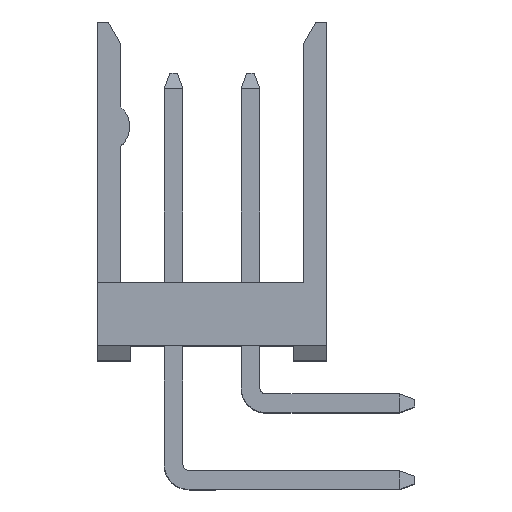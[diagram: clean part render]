
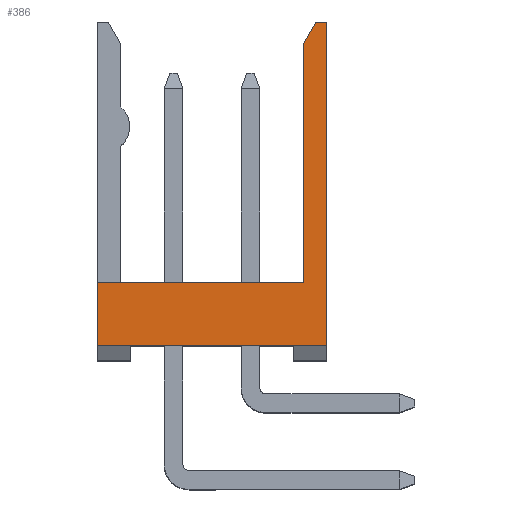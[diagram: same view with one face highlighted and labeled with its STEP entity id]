
A CAD part, top view. The second image highlights one B-rep face of the part: STEP entity #386.
In plain terms, the highlighted planar face has unit normal (0, 0, 1).
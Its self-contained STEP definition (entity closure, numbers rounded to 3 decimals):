
#386=ADVANCED_FACE('',(#774),#6315,.T.);
#774=FACE_OUTER_BOUND('',#1174,.T.);
#1174=EDGE_LOOP('',(#3118,#3119,#3120,#3121,#3122,#3123,#3124));
#3118=ORIENTED_EDGE('',*,*,#4246,.T.);
#3119=ORIENTED_EDGE('',*,*,#4235,.T.);
#3120=ORIENTED_EDGE('',*,*,#4210,.T.);
#3121=ORIENTED_EDGE('',*,*,#4231,.T.);
#3122=ORIENTED_EDGE('',*,*,#4181,.T.);
#3123=ORIENTED_EDGE('',*,*,#4236,.T.);
#3124=ORIENTED_EDGE('',*,*,#4237,.T.);
#4181=EDGE_CURVE('',#5921,#5920,#5219,.T.);
#4210=EDGE_CURVE('',#5955,#5954,#5248,.T.);
#4231=EDGE_CURVE('',#5954,#5921,#5267,.T.);
#4235=EDGE_CURVE('',#5973,#5955,#5271,.T.);
#4236=EDGE_CURVE('',#5920,#5974,#5272,.T.);
#4237=EDGE_CURVE('',#5974,#5972,#5273,.T.);
#4246=EDGE_CURVE('',#5972,#5973,#5282,.T.);
#5219=B_SPLINE_CURVE_WITH_KNOTS('',1,(#10553,#10554),.UNSPECIFIED.,.F.,
 .F.,(2,2),(0.,7.6),.UNSPECIFIED.);
#5248=B_SPLINE_CURVE_WITH_KNOTS('',1,(#10611,#10612),.UNSPECIFIED.,.F.,
 .F.,(2,2),(0.,6.825),.UNSPECIFIED.);
#5267=B_SPLINE_CURVE_WITH_KNOTS('',1,(#10655,#10656),.UNSPECIFIED.,.F.,
 .F.,(2,2),(0.,2.1),.UNSPECIFIED.);
#5271=B_SPLINE_CURVE_WITH_KNOTS('',1,(#10663,#10664),.UNSPECIFIED.,.F.,
 .F.,(2,2),(0.,7.9),.UNSPECIFIED.);
#5272=B_SPLINE_CURVE_WITH_KNOTS('',1,(#10665,#10666),.UNSPECIFIED.,.F.,
 .F.,(2,2),(0.,10.7),.UNSPECIFIED.);
#5273=B_SPLINE_CURVE_WITH_KNOTS('',1,(#10667,#10668),.UNSPECIFIED.,.F.,
 .F.,(2,2),(-0.371,0.),.UNSPECIFIED.);
#5282=B_SPLINE_CURVE_WITH_KNOTS('',1,(#10685,#10686),.UNSPECIFIED.,.F.,
 .F.,(2,2),(-0.808,0.),.UNSPECIFIED.);
#5920=VERTEX_POINT('',#10430);
#5921=VERTEX_POINT('',#10431);
#5954=VERTEX_POINT('',#10464);
#5955=VERTEX_POINT('',#10465);
#5972=VERTEX_POINT('',#10482);
#5973=VERTEX_POINT('',#10483);
#5974=VERTEX_POINT('',#10484);
#6315=PLANE('',#6723);
#6723=AXIS2_PLACEMENT_3D('',#10319,#7084,$);
#7084=DIRECTION('',(0.,0.,1.));
#10319=CARTESIAN_POINT('',(-8.361,-0.571,1.596));
#10430=CARTESIAN_POINT('',(0.,0.5,1.596));
#10431=CARTESIAN_POINT('',(-7.6,0.5,1.596));
#10464=CARTESIAN_POINT('',(-7.6,2.6,1.596));
#10465=CARTESIAN_POINT('',(-0.775,2.6,1.596));
#10482=CARTESIAN_POINT('',(-0.371,11.2,1.596));
#10483=CARTESIAN_POINT('',(-0.775,10.5,1.596));
#10484=CARTESIAN_POINT('',(0.,11.2,1.596));
#10553=CARTESIAN_POINT('',(-7.6,0.5,1.596));
#10554=CARTESIAN_POINT('',(0.,0.5,1.596));
#10611=CARTESIAN_POINT('',(-0.775,2.6,1.596));
#10612=CARTESIAN_POINT('',(-7.6,2.6,1.596));
#10655=CARTESIAN_POINT('',(-7.6,2.6,1.596));
#10656=CARTESIAN_POINT('',(-7.6,0.5,1.596));
#10663=CARTESIAN_POINT('',(-0.775,10.5,1.596));
#10664=CARTESIAN_POINT('',(-0.775,2.6,1.596));
#10665=CARTESIAN_POINT('',(0.,0.5,1.596));
#10666=CARTESIAN_POINT('',(0.,11.2,1.596));
#10667=CARTESIAN_POINT('',(0.,11.2,1.596));
#10668=CARTESIAN_POINT('',(-0.371,11.2,1.596));
#10685=CARTESIAN_POINT('',(-0.371,11.2,1.596));
#10686=CARTESIAN_POINT('',(-0.775,10.5,1.596));
